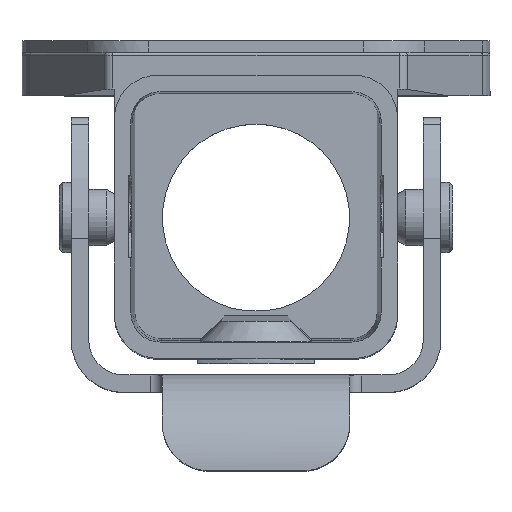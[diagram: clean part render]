
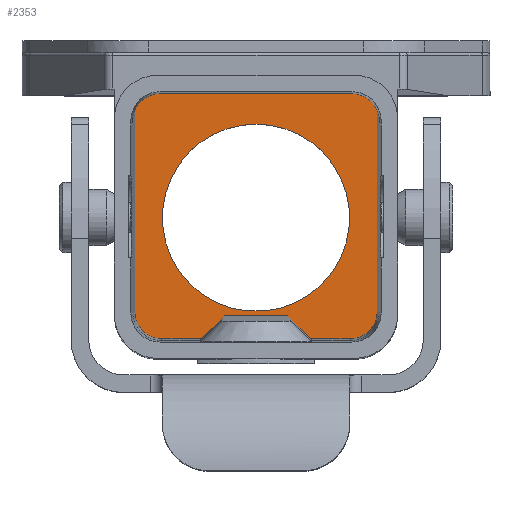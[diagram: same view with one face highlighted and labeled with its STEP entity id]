
A CAD part, top view. The second image highlights one B-rep face of the part: STEP entity #2353.
In plain terms, the highlighted planar face has unit normal (0, 0, 1).
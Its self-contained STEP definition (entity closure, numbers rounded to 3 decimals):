
#2353=ADVANCED_FACE('',(#2855,#2856),#2669,.F.);
#2669=PLANE('',#7882);
#2855=FACE_BOUND('',#2975,.T.);
#2856=FACE_BOUND('',#2976,.T.);
#2975=EDGE_LOOP('',(#3600,#3601,#3602,#3603,#3604,#3605,#3606,#3607,#3608,
#3609,#3610,#3611));
#2976=EDGE_LOOP('',(#3612,#3613,#3614));
#3359=B_SPLINE_CURVE_WITH_KNOTS('',3,(#9926,#9927,#9928,#9929,#9930,#9931,
#9932,#9933,#9934,#9935,#9936,#9937,#9938),.UNSPECIFIED.,.F.,.F.,(4,3,3,
3,4),(0.,0.379,0.684,0.992,1.),
 .UNSPECIFIED.);
#3360=B_SPLINE_CURVE_WITH_KNOTS('',3,(#9942,#9943,#9944,#9945,#9946,#9947,
#9948,#9949,#9950,#9951,#9952,#9953,#9954),.UNSPECIFIED.,.F.,.F.,(4,3,3,
3,4),(0.,0.379,0.684,0.992,1.),
 .UNSPECIFIED.);
#3406=CIRCLE('',#7877,2.304);
#3407=CIRCLE('',#7878,2.304);
#3408=CIRCLE('',#7879,8.);
#3409=CIRCLE('',#7880,8.);
#3410=CIRCLE('',#7881,8.);
#3600=ORIENTED_EDGE('',*,*,#5696,.T.);
#3601=ORIENTED_EDGE('',*,*,#5697,.F.);
#3602=ORIENTED_EDGE('',*,*,#5698,.T.);
#3603=ORIENTED_EDGE('',*,*,#5699,.T.);
#3604=ORIENTED_EDGE('',*,*,#5700,.T.);
#3605=ORIENTED_EDGE('',*,*,#5701,.T.);
#3606=ORIENTED_EDGE('',*,*,#5702,.F.);
#3607=ORIENTED_EDGE('',*,*,#5703,.F.);
#3608=ORIENTED_EDGE('',*,*,#5704,.F.);
#3609=ORIENTED_EDGE('',*,*,#5705,.T.);
#3610=ORIENTED_EDGE('',*,*,#5706,.T.);
#3611=ORIENTED_EDGE('',*,*,#5707,.F.);
#3612=ORIENTED_EDGE('',*,*,#5708,.T.);
#3613=ORIENTED_EDGE('',*,*,#5709,.T.);
#3614=ORIENTED_EDGE('',*,*,#5710,.T.);
#5172=VERTEX_POINT('',#9916);
#5173=VERTEX_POINT('',#9917);
#5174=VERTEX_POINT('',#9919);
#5175=VERTEX_POINT('',#9921);
#5176=VERTEX_POINT('',#9923);
#5177=VERTEX_POINT('',#9925);
#5178=VERTEX_POINT('',#9939);
#5179=VERTEX_POINT('',#9941);
#5180=VERTEX_POINT('',#9955);
#5181=VERTEX_POINT('',#9957);
#5182=VERTEX_POINT('',#9959);
#5183=VERTEX_POINT('',#9961);
#5184=VERTEX_POINT('',#9964);
#5185=VERTEX_POINT('',#9965);
#5186=VERTEX_POINT('',#9967);
#5696=EDGE_CURVE('',#5172,#5173,#6482,.T.);
#5697=EDGE_CURVE('',#5174,#5173,#6483,.T.);
#5698=EDGE_CURVE('',#5174,#5175,#6484,.T.);
#5699=EDGE_CURVE('',#5175,#5176,#3406,.T.);
#5700=EDGE_CURVE('',#5176,#5177,#6485,.T.);
#5701=EDGE_CURVE('',#5177,#5178,#3359,.T.);
#5702=EDGE_CURVE('',#5179,#5178,#6486,.T.);
#5703=EDGE_CURVE('',#5180,#5179,#3360,.T.);
#5704=EDGE_CURVE('',#5181,#5180,#6487,.T.);
#5705=EDGE_CURVE('',#5181,#5182,#3407,.T.);
#5706=EDGE_CURVE('',#5182,#5183,#6488,.T.);
#5707=EDGE_CURVE('',#5172,#5183,#6489,.T.);
#5708=EDGE_CURVE('',#5184,#5185,#3408,.T.);
#5709=EDGE_CURVE('',#5185,#5186,#3409,.T.);
#5710=EDGE_CURVE('',#5186,#5184,#3410,.T.);
#6482=LINE('',#9915,#7013);
#6483=LINE('',#9918,#7014);
#6484=LINE('',#9920,#7015);
#6485=LINE('',#9924,#7016);
#6486=LINE('',#9940,#7017);
#6487=LINE('',#9956,#7018);
#6488=LINE('',#9960,#7019);
#6489=LINE('',#9962,#7020);
#7013=VECTOR('',#8380,1.);
#7014=VECTOR('',#8381,1.);
#7015=VECTOR('',#8382,1.);
#7016=VECTOR('',#8385,1.);
#7017=VECTOR('',#8386,1.);
#7018=VECTOR('',#8387,1.);
#7019=VECTOR('',#8390,1.);
#7020=VECTOR('',#8391,1.);
#7877=AXIS2_PLACEMENT_3D('',#9922,#8383,#8384);
#7878=AXIS2_PLACEMENT_3D('',#9958,#8388,#8389);
#7879=AXIS2_PLACEMENT_3D('',#9963,#8392,#8393);
#7880=AXIS2_PLACEMENT_3D('',#9966,#8394,#8395);
#7881=AXIS2_PLACEMENT_3D('',#9968,#8396,#8397);
#7882=AXIS2_PLACEMENT_3D('',#9969,#8398,#8399);
#8380=DIRECTION('',(1.,0.,0.));
#8381=DIRECTION('',(-0.707,0.707,0.));
#8382=DIRECTION('',(1.,0.,0.));
#8383=DIRECTION('',(0.,0.,1.));
#8384=DIRECTION('',(-1.,0.,0.));
#8385=DIRECTION('',(0.,1.,0.));
#8386=DIRECTION('',(1.,0.,0.));
#8387=DIRECTION('',(0.,1.,0.));
#8388=DIRECTION('',(0.,0.,1.));
#8389=DIRECTION('',(-1.,0.,0.));
#8390=DIRECTION('',(1.,0.,0.));
#8391=DIRECTION('',(-0.707,-0.707,0.));
#8392=DIRECTION('',(0.,0.,-1.));
#8393=DIRECTION('',(-1.,0.,0.));
#8394=DIRECTION('',(0.,0.,-1.));
#8395=DIRECTION('',(-1.,0.,0.));
#8396=DIRECTION('',(0.,0.,-1.));
#8397=DIRECTION('',(-1.,0.,0.));
#8398=DIRECTION('',(0.,0.,-1.));
#8399=DIRECTION('',(1.,0.,0.));
#9915=CARTESIAN_POINT('',(-3.132,-8.397,-31.95));
#9916=CARTESIAN_POINT('',(-2.696,-8.397,-31.95));
#9917=CARTESIAN_POINT('',(2.696,-8.397,-31.95));
#9918=CARTESIAN_POINT('',(2.474,-8.174,-31.95));
#9919=CARTESIAN_POINT('',(4.653,-10.354,-31.95));
#9920=CARTESIAN_POINT('',(8.05,-10.354,-31.95));
#9921=CARTESIAN_POINT('',(8.05,-10.354,-31.95));
#9922=CARTESIAN_POINT('',(8.05,-8.05,-31.95));
#9923=CARTESIAN_POINT('',(10.354,-8.05,-31.95));
#9924=CARTESIAN_POINT('',(10.354,14.1,-31.95));
#9925=CARTESIAN_POINT('',(10.354,14.095,-31.95));
#9926=CARTESIAN_POINT('',(10.354,14.095,-31.95));
#9927=CARTESIAN_POINT('',(10.285,14.086,-31.95));
#9928=CARTESIAN_POINT('',(10.217,14.062,-31.95));
#9929=CARTESIAN_POINT('',(10.155,14.033,-31.95));
#9930=CARTESIAN_POINT('',(10.104,14.008,-31.95));
#9931=CARTESIAN_POINT('',(10.055,13.98,-31.95));
#9932=CARTESIAN_POINT('',(10.007,13.949,-31.95));
#9933=CARTESIAN_POINT('',(9.959,13.918,-31.95));
#9934=CARTESIAN_POINT('',(9.912,13.886,-31.95));
#9935=CARTESIAN_POINT('',(9.866,13.853,-31.95));
#9936=CARTESIAN_POINT('',(9.865,13.852,-31.95));
#9937=CARTESIAN_POINT('',(9.863,13.851,-31.95));
#9938=CARTESIAN_POINT('',(9.862,13.85,-31.95));
#9939=CARTESIAN_POINT('',(9.862,13.85,-31.95));
#9940=CARTESIAN_POINT('',(-9.862,13.85,-31.95));
#9941=CARTESIAN_POINT('',(-9.862,13.85,-31.95));
#9942=CARTESIAN_POINT('',(-10.354,14.095,-31.95));
#9943=CARTESIAN_POINT('',(-10.285,14.086,-31.95));
#9944=CARTESIAN_POINT('',(-10.217,14.062,-31.95));
#9945=CARTESIAN_POINT('',(-10.155,14.033,-31.95));
#9946=CARTESIAN_POINT('',(-10.104,14.008,-31.95));
#9947=CARTESIAN_POINT('',(-10.055,13.98,-31.95));
#9948=CARTESIAN_POINT('',(-10.007,13.949,-31.95));
#9949=CARTESIAN_POINT('',(-9.959,13.918,-31.95));
#9950=CARTESIAN_POINT('',(-9.912,13.886,-31.95));
#9951=CARTESIAN_POINT('',(-9.866,13.853,-31.95));
#9952=CARTESIAN_POINT('',(-9.865,13.852,-31.95));
#9953=CARTESIAN_POINT('',(-9.863,13.851,-31.95));
#9954=CARTESIAN_POINT('',(-9.862,13.85,-31.95));
#9955=CARTESIAN_POINT('',(-10.354,14.095,-31.95));
#9956=CARTESIAN_POINT('',(-10.354,14.1,-31.95));
#9957=CARTESIAN_POINT('',(-10.354,-8.05,-31.95));
#9958=CARTESIAN_POINT('',(-8.05,-8.05,-31.95));
#9959=CARTESIAN_POINT('',(-8.05,-10.354,-31.95));
#9960=CARTESIAN_POINT('',(8.05,-10.354,-31.95));
#9961=CARTESIAN_POINT('',(-4.653,-10.354,-31.95));
#9962=CARTESIAN_POINT('',(-4.754,-10.454,-31.95));
#9963=CARTESIAN_POINT('',(0.,0.,-31.95));
#9964=CARTESIAN_POINT('',(-5.657,5.657,-31.95));
#9965=CARTESIAN_POINT('',(0.,8.,-31.95));
#9966=CARTESIAN_POINT('',(0.,0.,-31.95));
#9967=CARTESIAN_POINT('',(5.657,5.657,-31.95));
#9968=CARTESIAN_POINT('',(0.,0.,-31.95));
#9969=CARTESIAN_POINT('',(-9.862,14.1,-31.95));
